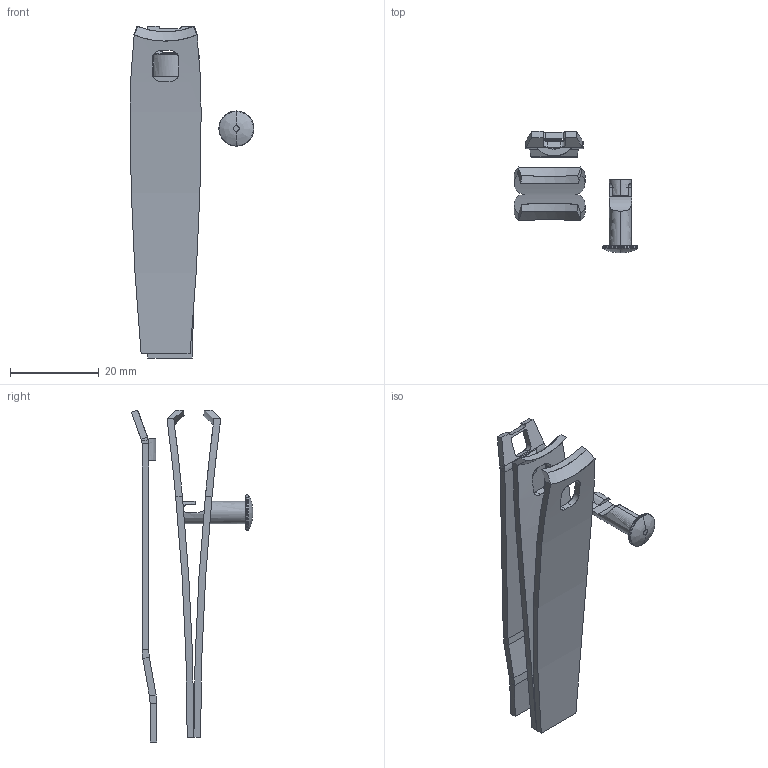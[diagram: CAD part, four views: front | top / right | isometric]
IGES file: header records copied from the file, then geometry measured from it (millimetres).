
Start section: SolidWorks IGES file using analytic representation for surfaces
Global section: file name: NailCutter.IGS; native system: SolidWorks 2016; preprocessor: SolidWorks 2016; author: Tiago; date: 160315.161759; units: millimetre
Bounding box: 27.88 x 27.28 x 74.69 mm (x, y, z)
Surface area: 7141.4 mm2 (no closed solid volume)
Topology: 0 solids, 0 shells, 121 faces, 1071 edges, 1071 vertices
Faces by surface type: bspline 79, revolution 42
